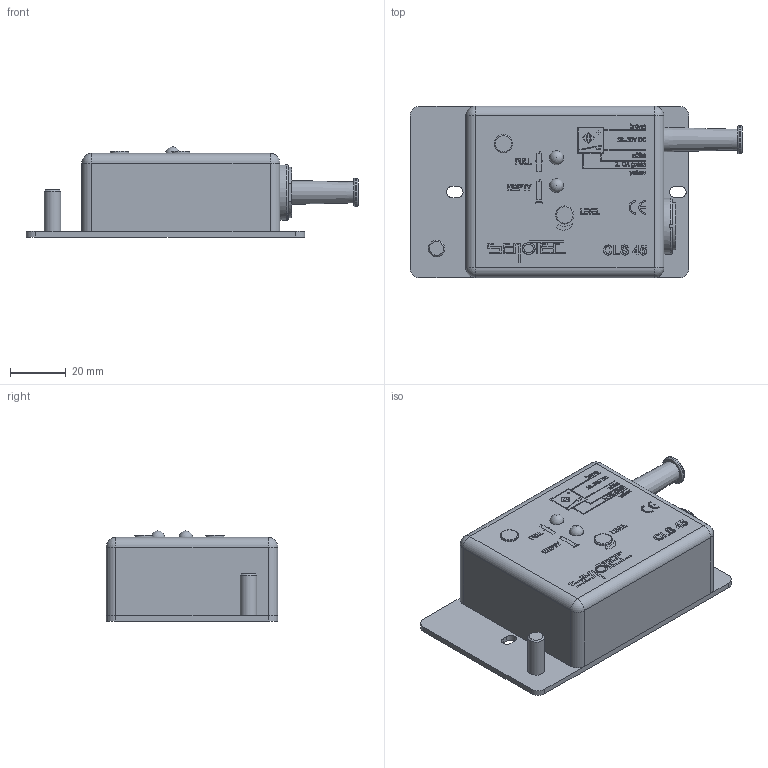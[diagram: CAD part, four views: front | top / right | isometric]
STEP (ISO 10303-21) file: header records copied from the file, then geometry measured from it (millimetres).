
FILE_DESCRIPTION(/* description */ (''),/* implementation_level */ '2;1');
FILE_NAME(/* name */ '30 045 05 CLS45-L05_Schaltverstärker_komplett.stp',/* time_stamp */ '2018-02-15T14:17:00+01:00',/* author */ ('kuttig'),/* organization */ (''),/* preprocessor_version */ 'ST-DEVELOPER v16.13',/* originating_system */ 'Autodesk Inventor 2018',/* authorisation */ '');
FILE_SCHEMA (('CONFIG_CONTROL_DESIGN'));
Length unit declared in the file: millimetre
Products named in the file (1): 30 045 05 CLS45-L05_Schaltverstärker_komplett
Bounding box: 119 x 61.5 x 32.3 mm (x, y, z)
Volume: 27243.3 mm3; surface area: 38236 mm2
Topology: 1 solids, 3 shells, 1182 faces, 3133 edges, 2071 vertices
Faces by surface type: plane 757, bspline 269, cylinder 119, cone 16, torus 11, sphere 10
Full cylindrical faces by diameter (mm): 2.25 x1, 3 x1, 5.5 x1, 6 x1, 6.5 x2, 10.285 x1, 13.8 x1, 13.85 x1, 15.1 x2, 15.188 x1, 15.6 x1, 18.1 x1, 20 x2
Entity records: 39877 total; most frequent: CARTESIAN_POINT 11108, ORIENTED_EDGE 6160, DIRECTION 4640, EDGE_CURVE 3080, LINE 2238, VECTOR 2238, VERTEX_POINT 2057, EDGE_LOOP 1343
